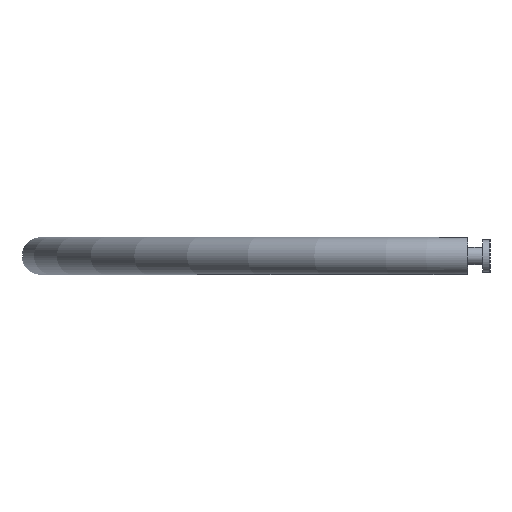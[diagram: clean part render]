
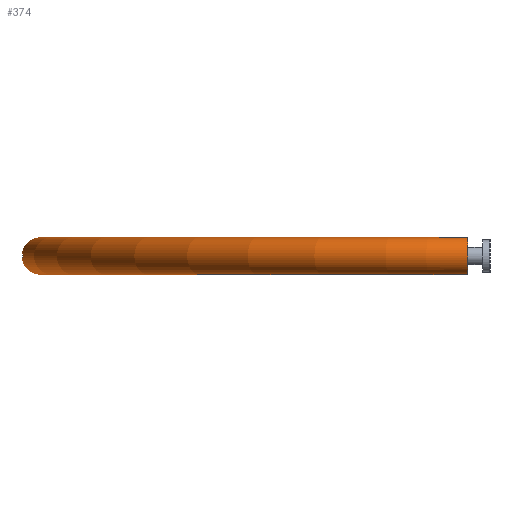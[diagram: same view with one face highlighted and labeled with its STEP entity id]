
A CAD part, left-side view. The second image highlights one B-rep face of the part: STEP entity #374.
In plain terms, the highlighted toroidal (fillet/blend) face has major radius 76.2 mm and minor radius 3.175 mm.
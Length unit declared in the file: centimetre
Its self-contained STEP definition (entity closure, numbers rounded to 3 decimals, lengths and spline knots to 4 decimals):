
#104=TOROIDAL_SURFACE('',#405,7.62,0.3175);
#109=CIRCLE('',#384,7.3089);
#110=CIRCLE('',#386,7.3089);
#119=B_SPLINE_CURVE_WITH_KNOTS('',3,(#503,#504,#505,#506,#507,#508,#509,
#510,#511,#512),.UNSPECIFIED.,.F.,.U.,(4,2,2,2,4),(0.7067,0.8243,
0.9417,1.0592,1.1768),.UNSPECIFIED.);
#120=B_SPLINE_CURVE_WITH_KNOTS('',3,(#521,#522,#523,#524,#525,#526,#527,
#528,#529,#530),.UNSPECIFIED.,.F.,.U.,(4,2,2,2,4),(0.7067,0.8243,
0.9417,1.0592,1.1768),.UNSPECIFIED.);
#121=B_SPLINE_CURVE_WITH_KNOTS('',3,(#546,#547,#548,#549,#550,#551,#552,
#553,#554,#555,#556,#557,#558,#559,#560,#561,#562,#563,#564,#565,#566,#567,
#568,#569,#570,#571,#572,#573,#574,#575,#576,#577,#578,#579),
 .UNSPECIFIED.,.T.,.U.,(4,2,2,2,2,2,2,2,2,2,2,2,2,2,2,2,4),(0.,0.1175,
0.2351,0.3527,0.4705,0.5882,0.7059,
0.8235,0.941,1.0585,1.1761,1.2938,
1.4115,1.5293,1.6469,1.7645,1.882),
 .UNSPECIFIED.);
#122=B_SPLINE_CURVE_WITH_KNOTS('',3,(#593,#594,#595,#596,#597,#598,#599,
#600,#601,#602,#603,#604,#605,#606,#607,#608,#609,#610,#611,#612,#613,#614,
#615,#616,#617,#618,#619,#620,#621,#622,#623,#624,#625,#626),
 .UNSPECIFIED.,.T.,.U.,(4,2,2,2,2,2,2,2,2,2,2,2,2,2,2,2,4),(0.,0.1175,
0.2351,0.3527,0.4705,0.5882,0.7059,
0.8235,0.941,1.0585,1.1761,1.2938,
1.4115,1.5293,1.6469,1.7645,1.882),
 .UNSPECIFIED.);
#133=VERTEX_POINT('',#502);
#134=VERTEX_POINT('',#513);
#137=VERTEX_POINT('',#520);
#138=VERTEX_POINT('',#531);
#141=VERTEX_POINT('',#580);
#146=VERTEX_POINT('',#627);
#203=EDGE_CURVE('',#134,#133,#119,.T.);
#207=EDGE_CURVE('',#138,#137,#120,.T.);
#209=EDGE_CURVE('',#133,#138,#109,.T.);
#211=EDGE_CURVE('',#137,#134,#110,.T.);
#215=EDGE_CURVE('',#141,#141,#121,.T.);
#220=EDGE_CURVE('',#146,#146,#122,.T.);
#284=ORIENTED_EDGE('',*,*,#209,.T.);
#285=ORIENTED_EDGE('',*,*,#207,.T.);
#286=ORIENTED_EDGE('',*,*,#211,.T.);
#287=ORIENTED_EDGE('',*,*,#203,.T.);
#288=ORIENTED_EDGE('',*,*,#220,.T.);
#289=ORIENTED_EDGE('',*,*,#215,.T.);
#319=EDGE_LOOP('',(#284,#285,#286,#287));
#320=EDGE_LOOP('',(#288));
#321=EDGE_LOOP('',(#289));
#351=FACE_BOUND('',#319,.T.);
#352=FACE_BOUND('',#320,.T.);
#353=FACE_BOUND('',#321,.T.);
#374=ADVANCED_FACE('',(#351,#352,#353),#104,.T.);
#384=AXIS2_PLACEMENT_3D('',#534,#433,#434);
#386=AXIS2_PLACEMENT_3D('',#537,#437,#438);
#405=AXIS2_PLACEMENT_3D('',#635,#470,$);
#433=DIRECTION('',(0.,0.,1.));
#434=DIRECTION('',(-7.309,0.,0.));
#437=DIRECTION('',(0.,0.,-1.));
#438=DIRECTION('',(7.309,0.,0.));
#470=DIRECTION('',(0.,0.,1.));
#502=CARTESIAN_POINT('',(0.5715,7.2865,-0.0635));
#503=CARTESIAN_POINT('',(0.5715,7.3732,0.2244));
#504=CARTESIAN_POINT('',(0.5715,7.3455,0.1967));
#505=CARTESIAN_POINT('',(0.5715,7.3193,0.1576));
#506=CARTESIAN_POINT('',(0.5715,7.2893,0.0852));
#507=CARTESIAN_POINT('',(0.5715,7.2801,0.0391));
#508=CARTESIAN_POINT('',(0.5715,7.2801,-0.0391));
#509=CARTESIAN_POINT('',(0.5715,7.2893,-0.0852));
#510=CARTESIAN_POINT('',(0.5715,7.3193,-0.1576));
#511=CARTESIAN_POINT('',(0.5715,7.3455,-0.1967));
#512=CARTESIAN_POINT('',(0.5715,7.3732,-0.2244));
#513=CARTESIAN_POINT('',(0.5715,7.2865,0.0635));
#520=CARTESIAN_POINT('',(-0.5715,7.2865,0.0635));
#521=CARTESIAN_POINT('',(-0.5715,7.3732,-0.2244));
#522=CARTESIAN_POINT('',(-0.5715,7.3455,-0.1967));
#523=CARTESIAN_POINT('',(-0.5715,7.3193,-0.1576));
#524=CARTESIAN_POINT('',(-0.5715,7.2893,-0.0852));
#525=CARTESIAN_POINT('',(-0.5715,7.2801,-0.0391));
#526=CARTESIAN_POINT('',(-0.5715,7.2801,0.0391));
#527=CARTESIAN_POINT('',(-0.5715,7.2893,0.0852));
#528=CARTESIAN_POINT('',(-0.5715,7.3193,0.1576));
#529=CARTESIAN_POINT('',(-0.5715,7.3455,0.1967));
#530=CARTESIAN_POINT('',(-0.5715,7.3732,0.2244));
#531=CARTESIAN_POINT('',(-0.5715,7.2865,-0.0635));
#534=CARTESIAN_POINT('',(0.,0.,-0.0635));
#537=CARTESIAN_POINT('',(0.,0.,0.0635));
#546=CARTESIAN_POINT('',(7.9284,0.381,0.));
#547=CARTESIAN_POINT('',(7.9284,0.381,-0.0392));
#548=CARTESIAN_POINT('',(7.9192,0.381,-0.0853));
#549=CARTESIAN_POINT('',(7.8892,0.381,-0.1577));
#550=CARTESIAN_POINT('',(7.863,0.381,-0.1968));
#551=CARTESIAN_POINT('',(7.8076,0.381,-0.2522));
#552=CARTESIAN_POINT('',(7.7684,0.381,-0.2783));
#553=CARTESIAN_POINT('',(7.6959,0.381,-0.3083));
#554=CARTESIAN_POINT('',(7.6497,0.381,-0.3175));
#555=CARTESIAN_POINT('',(7.5712,0.381,-0.3175));
#556=CARTESIAN_POINT('',(7.525,0.381,-0.3083));
#557=CARTESIAN_POINT('',(7.4525,0.381,-0.2783));
#558=CARTESIAN_POINT('',(7.4134,0.381,-0.2522));
#559=CARTESIAN_POINT('',(7.3579,0.381,-0.1967));
#560=CARTESIAN_POINT('',(7.3317,0.381,-0.1577));
#561=CARTESIAN_POINT('',(7.3017,0.381,-0.0853));
#562=CARTESIAN_POINT('',(7.2926,0.381,-0.0392));
#563=CARTESIAN_POINT('',(7.2926,0.381,0.0392));
#564=CARTESIAN_POINT('',(7.3017,0.381,0.0853));
#565=CARTESIAN_POINT('',(7.3317,0.381,0.1577));
#566=CARTESIAN_POINT('',(7.3579,0.381,0.1967));
#567=CARTESIAN_POINT('',(7.4134,0.381,0.2522));
#568=CARTESIAN_POINT('',(7.4525,0.381,0.2783));
#569=CARTESIAN_POINT('',(7.525,0.381,0.3083));
#570=CARTESIAN_POINT('',(7.5712,0.381,0.3175));
#571=CARTESIAN_POINT('',(7.6497,0.381,0.3175));
#572=CARTESIAN_POINT('',(7.6959,0.381,0.3083));
#573=CARTESIAN_POINT('',(7.7684,0.381,0.2783));
#574=CARTESIAN_POINT('',(7.8076,0.381,0.2522));
#575=CARTESIAN_POINT('',(7.863,0.381,0.1968));
#576=CARTESIAN_POINT('',(7.8892,0.381,0.1577));
#577=CARTESIAN_POINT('',(7.9192,0.381,0.0853));
#578=CARTESIAN_POINT('',(7.9284,0.381,0.0392));
#579=CARTESIAN_POINT('',(7.9284,0.381,0.));
#580=CARTESIAN_POINT('',(7.9284,0.381,0.));
#593=CARTESIAN_POINT('',(-7.9284,0.381,0.));
#594=CARTESIAN_POINT('',(-7.9284,0.381,0.0392));
#595=CARTESIAN_POINT('',(-7.9192,0.381,0.0853));
#596=CARTESIAN_POINT('',(-7.8892,0.381,0.1577));
#597=CARTESIAN_POINT('',(-7.863,0.381,0.1968));
#598=CARTESIAN_POINT('',(-7.8076,0.381,0.2522));
#599=CARTESIAN_POINT('',(-7.7684,0.381,0.2783));
#600=CARTESIAN_POINT('',(-7.6959,0.381,0.3083));
#601=CARTESIAN_POINT('',(-7.6497,0.381,0.3175));
#602=CARTESIAN_POINT('',(-7.5712,0.381,0.3175));
#603=CARTESIAN_POINT('',(-7.525,0.381,0.3083));
#604=CARTESIAN_POINT('',(-7.4525,0.381,0.2783));
#605=CARTESIAN_POINT('',(-7.4134,0.381,0.2522));
#606=CARTESIAN_POINT('',(-7.3579,0.381,0.1967));
#607=CARTESIAN_POINT('',(-7.3317,0.381,0.1577));
#608=CARTESIAN_POINT('',(-7.3017,0.381,0.0853));
#609=CARTESIAN_POINT('',(-7.2926,0.381,0.0392));
#610=CARTESIAN_POINT('',(-7.2926,0.381,-0.0392));
#611=CARTESIAN_POINT('',(-7.3017,0.381,-0.0853));
#612=CARTESIAN_POINT('',(-7.3317,0.381,-0.1577));
#613=CARTESIAN_POINT('',(-7.3579,0.381,-0.1967));
#614=CARTESIAN_POINT('',(-7.4134,0.381,-0.2522));
#615=CARTESIAN_POINT('',(-7.4525,0.381,-0.2783));
#616=CARTESIAN_POINT('',(-7.525,0.381,-0.3083));
#617=CARTESIAN_POINT('',(-7.5712,0.381,-0.3175));
#618=CARTESIAN_POINT('',(-7.6497,0.381,-0.3175));
#619=CARTESIAN_POINT('',(-7.6959,0.381,-0.3083));
#620=CARTESIAN_POINT('',(-7.7684,0.381,-0.2783));
#621=CARTESIAN_POINT('',(-7.8076,0.381,-0.2522));
#622=CARTESIAN_POINT('',(-7.863,0.381,-0.1968));
#623=CARTESIAN_POINT('',(-7.8892,0.381,-0.1577));
#624=CARTESIAN_POINT('',(-7.9192,0.381,-0.0853));
#625=CARTESIAN_POINT('',(-7.9284,0.381,-0.0392));
#626=CARTESIAN_POINT('',(-7.9284,0.381,0.));
#627=CARTESIAN_POINT('',(-7.9284,0.381,0.));
#635=CARTESIAN_POINT('',(0.,0.,0.));
